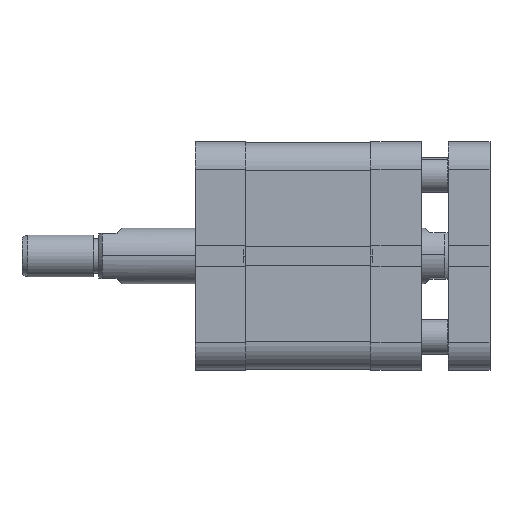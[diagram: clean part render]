
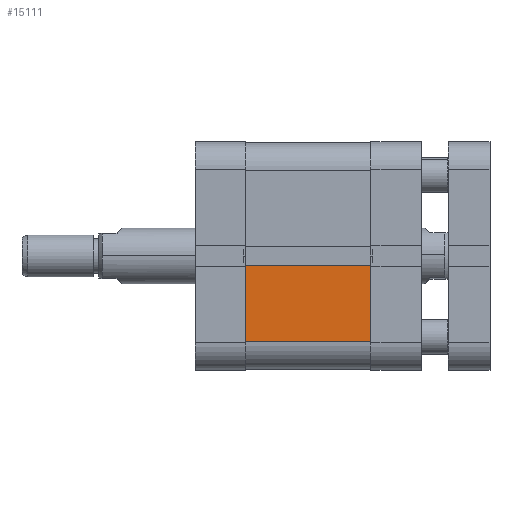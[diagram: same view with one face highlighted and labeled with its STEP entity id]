
A CAD part, front view. The second image highlights one B-rep face of the part: STEP entity #15111.
In plain terms, the highlighted planar face has unit normal (0, -1, 0).
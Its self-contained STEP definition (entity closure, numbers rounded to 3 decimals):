
#1836 = ORIENTED_EDGE ( 'NONE', *, *, #30806, .F. ) ;
#2431 = DIRECTION ( 'NONE',  ( 1., 0., 0. ) ) ;
#2834 = FACE_OUTER_BOUND ( 'NONE', #10185, .T. ) ;
#4562 = LINE ( 'NONE', #34373, #34463 ) ;
#5800 = CARTESIAN_POINT ( 'NONE',  ( 0., -32.5, -32.5 ) ) ;
#9855 = CARTESIAN_POINT ( 'NONE',  ( 36., -32.5, -2.8 ) ) ;
#10185 = EDGE_LOOP ( 'NONE', ( #12877, #20365, #10566, #1836 ) ) ;
#10566 = ORIENTED_EDGE ( 'NONE', *, *, #14099, .T. ) ;
#11782 = CARTESIAN_POINT ( 'NONE',  ( 36., -32.5, -24.5 ) ) ;
#12203 = CARTESIAN_POINT ( 'NONE',  ( 0., -32.5, -2.8 ) ) ;
#12877 = ORIENTED_EDGE ( 'NONE', *, *, #34008, .T. ) ;
#14099 = EDGE_CURVE ( 'NONE', #22774, #15101, #32246, .T. ) ;
#15101 = VERTEX_POINT ( 'NONE', #38818 ) ;
#15111 = ADVANCED_FACE ( 'NONE', ( #2834 ), #20733, .F. ) ;
#15507 = CARTESIAN_POINT ( 'NONE',  ( 0., -32.5, -24.5 ) ) ;
#15534 = VECTOR ( 'NONE', #17932, 1000. ) ;
#16305 = DIRECTION ( 'NONE',  ( -1., 0., 0. ) ) ;
#17929 = EDGE_CURVE ( 'NONE', #36325, #22774, #33028, .T. ) ;
#17932 = DIRECTION ( 'NONE',  ( 0., 0., -1. ) ) ;
#19353 = DIRECTION ( 'NONE',  ( 0., 0., -1. ) ) ;
#19746 = CARTESIAN_POINT ( 'NONE',  ( 36., -32.5, -32.5 ) ) ;
#20365 = ORIENTED_EDGE ( 'NONE', *, *, #17929, .T. ) ;
#20733 = PLANE ( 'NONE',  #28029 ) ;
#22150 = LINE ( 'NONE', #19746, #36885 ) ;
#22774 = VERTEX_POINT ( 'NONE', #15507 ) ;
#26494 = DIRECTION ( 'NONE',  ( 0., 1., 0. ) ) ;
#26681 = VERTEX_POINT ( 'NONE', #9855 ) ;
#28029 = AXIS2_PLACEMENT_3D ( 'NONE', #32853, #26494, #32663 ) ;
#30806 = EDGE_CURVE ( 'NONE', #26681, #15101, #22150, .T. ) ;
#32246 = LINE ( 'NONE', #11782, #34942 ) ;
#32663 = DIRECTION ( 'NONE',  ( 0., 0., 1. ) ) ;
#32853 = CARTESIAN_POINT ( 'NONE',  ( 36., -32.5, -32.5 ) ) ;
#33028 = LINE ( 'NONE', #5800, #15534 ) ;
#34008 = EDGE_CURVE ( 'NONE', #26681, #36325, #4562, .T. ) ;
#34373 = CARTESIAN_POINT ( 'NONE',  ( 36.001, -32.5, -2.8 ) ) ;
#34463 = VECTOR ( 'NONE', #16305, 1000. ) ;
#34942 = VECTOR ( 'NONE', #2431, 1000. ) ;
#36325 = VERTEX_POINT ( 'NONE', #12203 ) ;
#36885 = VECTOR ( 'NONE', #19353, 1000. ) ;
#38818 = CARTESIAN_POINT ( 'NONE',  ( 36., -32.5, -24.5 ) ) ;
